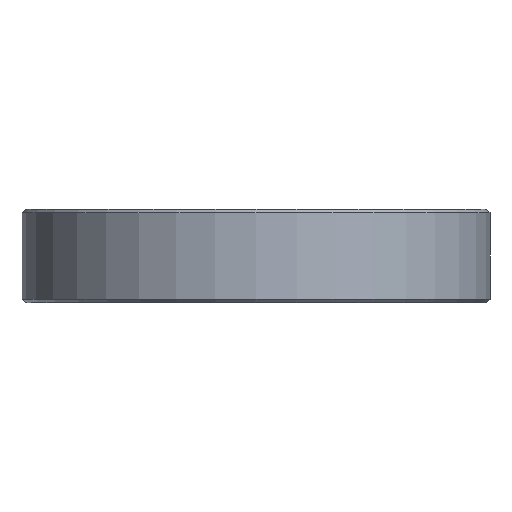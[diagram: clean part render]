
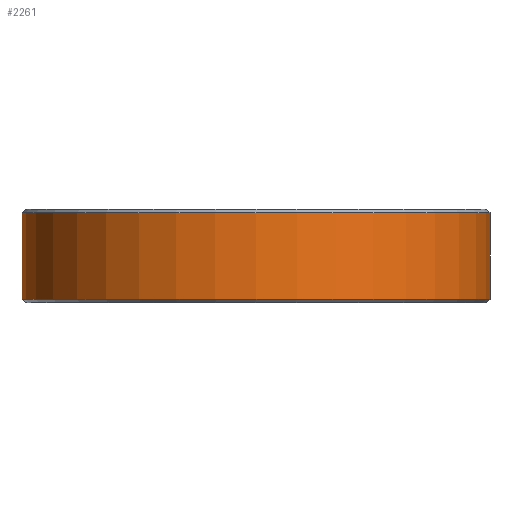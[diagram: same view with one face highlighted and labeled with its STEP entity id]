
A CAD part, front view. The second image highlights one B-rep face of the part: STEP entity #2261.
In plain terms, the highlighted cylindrical face has radius 12.5 mm (diameter 25 mm), a partial arc.
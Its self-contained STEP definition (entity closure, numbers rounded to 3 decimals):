
#93 = VERTEX_POINT ( 'NONE', #8267 ) ;
#473 = DIRECTION ( 'NONE',  ( 1., 0., 0. ) ) ;
#488 = ORIENTED_EDGE ( 'NONE', *, *, #2672, .T. ) ;
#500 = VERTEX_POINT ( 'NONE', #2496 ) ;
#840 = DIRECTION ( 'NONE',  ( -1., 0., 0. ) ) ;
#1147 = VECTOR ( 'NONE', #13685, 1000. ) ;
#1290 = DIRECTION ( 'NONE',  ( 0., 0., 1. ) ) ;
#1388 = EDGE_CURVE ( 'NONE', #1720, #93, #9563, .T. ) ;
#1720 = VERTEX_POINT ( 'NONE', #2265 ) ;
#1838 = AXIS2_PLACEMENT_3D ( 'NONE', #7352, #2935, #840 ) ;
#2199 = DIRECTION ( 'NONE',  ( 1., 0., 0. ) ) ;
#2261 = ADVANCED_FACE ( 'NONE', ( #6161 ), #8261, .T. ) ;
#2265 = CARTESIAN_POINT ( 'NONE',  ( -12.5, 0., 4.8 ) ) ;
#2496 = CARTESIAN_POINT ( 'NONE',  ( 12.5, 0., 4.8 ) ) ;
#2560 = CARTESIAN_POINT ( 'NONE',  ( 0., 0., 4.8 ) ) ;
#2672 = EDGE_CURVE ( 'NONE', #93, #11238, #4899, .T. ) ;
#2716 = LINE ( 'NONE', #7129, #10228 ) ;
#2822 = ORIENTED_EDGE ( 'NONE', *, *, #7416, .F. ) ;
#2879 = AXIS2_PLACEMENT_3D ( 'NONE', #11784, #1290, #2199 ) ;
#2935 = DIRECTION ( 'NONE',  ( 0., 0., -1. ) ) ;
#4143 = AXIS2_PLACEMENT_3D ( 'NONE', #2560, #6832, #473 ) ;
#4182 = EDGE_LOOP ( 'NONE', ( #2822, #7034, #8731, #488 ) ) ;
#4899 = CIRCLE ( 'NONE', #2879, 12.5 ) ;
#6151 = DIRECTION ( 'NONE',  ( 0., 0., -1. ) ) ;
#6161 = FACE_OUTER_BOUND ( 'NONE', #4182, .T. ) ;
#6555 = EDGE_CURVE ( 'NONE', #500, #1720, #6597, .T. ) ;
#6597 = CIRCLE ( 'NONE', #4143, 12.5 ) ;
#6832 = DIRECTION ( 'NONE',  ( 0., 0., -1. ) ) ;
#7034 = ORIENTED_EDGE ( 'NONE', *, *, #6555, .T. ) ;
#7129 = CARTESIAN_POINT ( 'NONE',  ( 12.5, 0., 5. ) ) ;
#7352 = CARTESIAN_POINT ( 'NONE',  ( 0., 0., 5. ) ) ;
#7386 = CARTESIAN_POINT ( 'NONE',  ( 12.5, 0., 0.2 ) ) ;
#7416 = EDGE_CURVE ( 'NONE', #500, #11238, #2716, .T. ) ;
#8261 = CYLINDRICAL_SURFACE ( 'NONE', #1838, 12.5 ) ;
#8267 = CARTESIAN_POINT ( 'NONE',  ( -12.5, 0., 0.2 ) ) ;
#8731 = ORIENTED_EDGE ( 'NONE', *, *, #1388, .T. ) ;
#9492 = CARTESIAN_POINT ( 'NONE',  ( -12.5, 0., 5. ) ) ;
#9563 = LINE ( 'NONE', #9492, #1147 ) ;
#10228 = VECTOR ( 'NONE', #6151, 1000. ) ;
#11238 = VERTEX_POINT ( 'NONE', #7386 ) ;
#11784 = CARTESIAN_POINT ( 'NONE',  ( 0., 0., 0.2 ) ) ;
#13685 = DIRECTION ( 'NONE',  ( 0., 0., -1. ) ) ;
